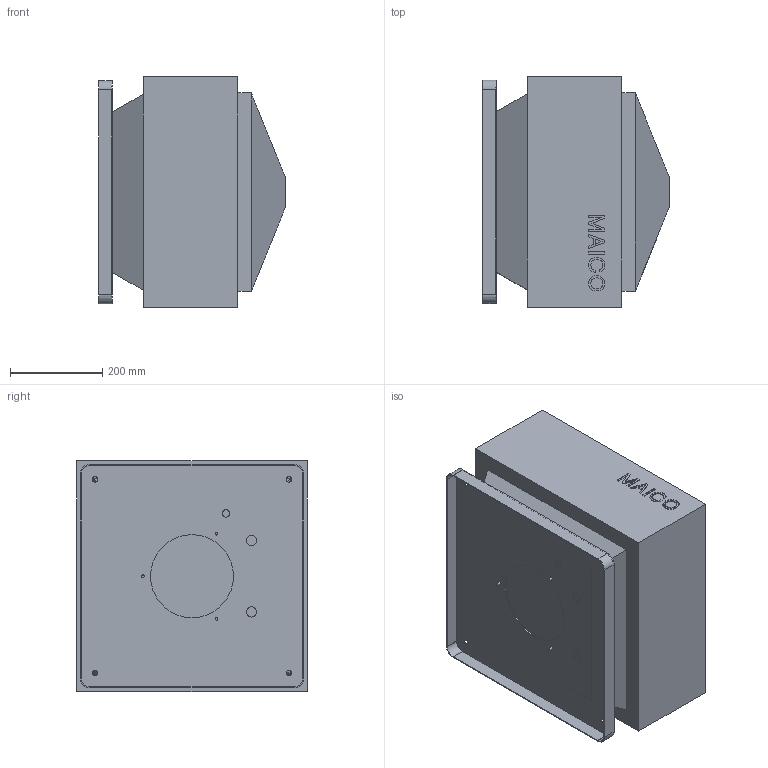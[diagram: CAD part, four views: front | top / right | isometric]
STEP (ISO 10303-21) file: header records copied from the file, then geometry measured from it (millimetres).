
FILE_DESCRIPTION(('Creo Elements/Direct Modeling STEP Export'),'2;1');
FILE_NAME('0087.0020_MDR-18-EC.stp','2020-06-23T 7:10:52',(''),(''),'PTC Creo Elements/Direct Modeling STEP processor for AP214 (Solid Model)','PTC Creo Elements/Direct Modeling 19.0C 15-Aug-2015 (C) Parametric Technology GmbH','');
FILE_SCHEMA(('AUTOMOTIVE_DESIGN { 1 0 10303 214 1 1 1 1 }'));
Length unit declared in the file: millimetre
Products named in the file (1): MDR-18
Bounding box: 405.03 x 500 x 501 mm (x, y, z)
Volume: 72527258.5 mm3; surface area: 1371835.3 mm2
Topology: 1 solids, 1 shells, 236 faces, 640 edges, 424 vertices
Faces by surface type: plane 206, cylinder 30
Entity records: 7223 total; most frequent: ORIENTED_EDGE 1280, CARTESIAN_POINT 1274, DIRECTION 1120, EDGE_CURVE 640, VECTOR 580, LINE 580, VERTEX_POINT 424, AXIS2_PLACEMENT_3D 270
